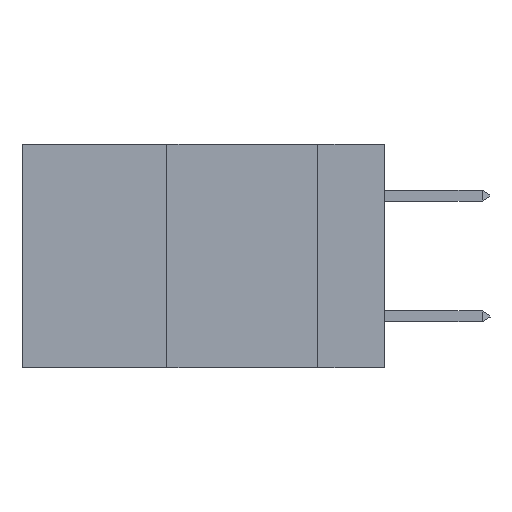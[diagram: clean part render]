
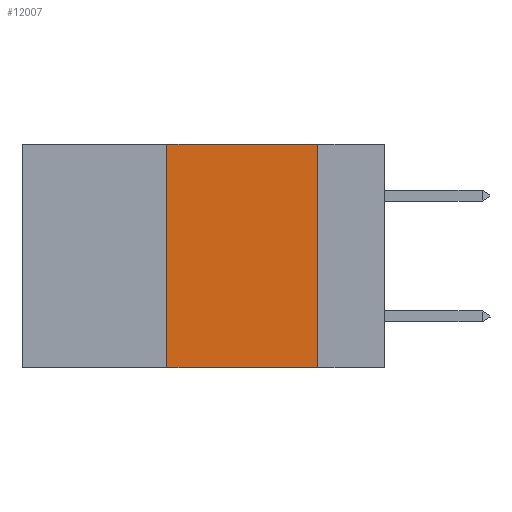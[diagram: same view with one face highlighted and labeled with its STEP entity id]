
A CAD part, left-side view. The second image highlights one B-rep face of the part: STEP entity #12007.
In plain terms, the highlighted planar face has unit normal (-1, 0, 0).
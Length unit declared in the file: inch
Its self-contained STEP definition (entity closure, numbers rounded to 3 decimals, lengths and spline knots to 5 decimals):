
#51 = EDGE_CURVE ( 'NONE', #23363, #16718, #15408, .T. ) ;
#473 = ORIENTED_EDGE ( 'NONE', *, *, #3213, .F. ) ;
#859 = VECTOR ( 'NONE', #2391, 39.37008 ) ;
#968 = LINE ( 'NONE', #5809, #20779 ) ;
#1309 = DIRECTION ( 'NONE',  ( 0., 0., 1. ) ) ;
#1675 = FACE_OUTER_BOUND ( 'NONE', #19334, .T. ) ;
#2391 = DIRECTION ( 'NONE',  ( 0., 0., -1. ) ) ;
#3213 = EDGE_CURVE ( 'NONE', #25827, #8668, #10893, .T. ) ;
#3245 = DIRECTION ( 'NONE',  ( 1., 0., 0. ) ) ;
#5107 = CARTESIAN_POINT ( 'NONE',  ( 0., 0.11, 0. ) ) ;
#5182 = EDGE_CURVE ( 'NONE', #23363, #8668, #5631, .T. ) ;
#5207 = PLANE ( 'NONE',  #21122 ) ;
#5631 = LINE ( 'NONE', #13702, #20408 ) ;
#5724 = ORIENTED_EDGE ( 'NONE', *, *, #5182, .T. ) ;
#5809 = CARTESIAN_POINT ( 'NONE',  ( 0., 0.6, 0. ) ) ;
#7881 = ORIENTED_EDGE ( 'NONE', *, *, #15978, .F. ) ;
#8668 = VERTEX_POINT ( 'NONE', #13903 ) ;
#9281 = DIRECTION ( 'NONE',  ( 0., 0., -1. ) ) ;
#9755 = DIRECTION ( 'NONE',  ( 0., -1., 0. ) ) ;
#10266 = CARTESIAN_POINT ( 'NONE',  ( 0., 0.11, 0. ) ) ;
#10893 = LINE ( 'NONE', #10266, #859 ) ;
#11142 = CARTESIAN_POINT ( 'NONE',  ( 0., 0.6, 0. ) ) ;
#12007 = ADVANCED_FACE ( 'NONE', ( #1675 ), #5207, .F. ) ;
#13702 = CARTESIAN_POINT ( 'NONE',  ( 0., 0.6, -0.37 ) ) ;
#13903 = CARTESIAN_POINT ( 'NONE',  ( 0., 0.11, -0.37 ) ) ;
#15408 = LINE ( 'NONE', #17023, #23551 ) ;
#15978 = EDGE_CURVE ( 'NONE', #16718, #25827, #968, .T. ) ;
#16127 = CARTESIAN_POINT ( 'NONE',  ( 0., 0.36, -0.37 ) ) ;
#16718 = VERTEX_POINT ( 'NONE', #22555 ) ;
#17023 = CARTESIAN_POINT ( 'NONE',  ( 0., 0.36, 0. ) ) ;
#17909 = DIRECTION ( 'NONE',  ( 0., -1., 0. ) ) ;
#19334 = EDGE_LOOP ( 'NONE', ( #473, #7881, #20584, #5724 ) ) ;
#20408 = VECTOR ( 'NONE', #17909, 39.37008 ) ;
#20584 = ORIENTED_EDGE ( 'NONE', *, *, #51, .F. ) ;
#20779 = VECTOR ( 'NONE', #9755, 39.37008 ) ;
#21122 = AXIS2_PLACEMENT_3D ( 'NONE', #11142, #3245, #9281 ) ;
#22555 = CARTESIAN_POINT ( 'NONE',  ( 0., 0.36, 0. ) ) ;
#23363 = VERTEX_POINT ( 'NONE', #16127 ) ;
#23551 = VECTOR ( 'NONE', #1309, 39.37008 ) ;
#25827 = VERTEX_POINT ( 'NONE', #5107 ) ;
